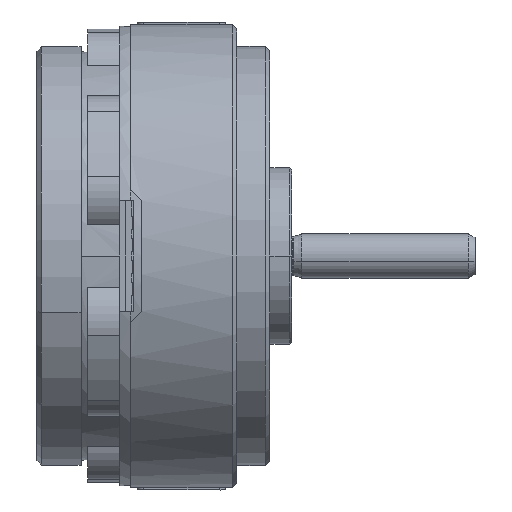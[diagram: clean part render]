
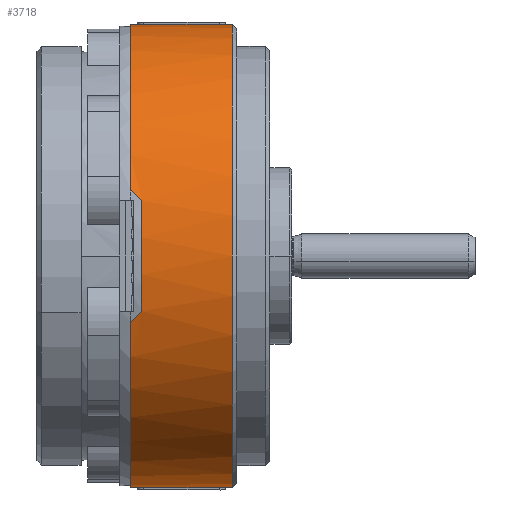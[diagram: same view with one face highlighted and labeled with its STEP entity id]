
A CAD part, left-side view. The second image highlights one B-rep face of the part: STEP entity #3718.
In plain terms, the highlighted cylindrical face has radius 10.5 mm (diameter 21 mm), a partial arc.
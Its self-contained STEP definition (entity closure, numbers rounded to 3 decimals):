
#6=CARTESIAN_POINT('',(-30.333,1.893,0.));
#7=DIRECTION('',(0.,-1.,0.));
#8=DIRECTION('',(-0.971,0.,0.238));
#9=AXIS2_PLACEMENT_3D('',#6,#7,#8);
#15=CARTESIAN_POINT('',(-40.395,2.393,-3.));
#16=CARTESIAN_POINT('',(-40.445,2.227,-2.834));
#17=CARTESIAN_POINT('',(-40.49,2.06,-2.667));
#18=CARTESIAN_POINT('',(-40.531,1.893,-2.5));
#20=DIRECTION('',(0.,1.,0.));
#21=VECTOR('',#20,3.4);
#22=CARTESIAN_POINT('',(-30.333,-1.607,10.5));
#23=LINE('',#22,#21);
#36=DIRECTION('',(0.,1.,0.));
#37=VECTOR('',#36,0.6);
#38=CARTESIAN_POINT('',(-30.333,1.793,10.5));
#39=LINE('',#38,#37);
#40=DIRECTION('',(0.,-1.,0.));
#41=VECTOR('',#40,0.6);
#42=CARTESIAN_POINT('',(-30.333,2.393,-10.5));
#43=LINE('',#42,#41);
#53=CARTESIAN_POINT('',(-30.333,2.393,0.));
#54=DIRECTION('',(0.,-1.,0.));
#55=DIRECTION('',(-0.958,0.,-0.286));
#56=AXIS2_PLACEMENT_3D('',#53,#54,#55);
#63=CARTESIAN_POINT('',(-30.333,2.393,0.));
#64=DIRECTION('',(0.,-1.,0.));
#65=DIRECTION('',(0.,0.,1.));
#66=AXIS2_PLACEMENT_3D('',#63,#64,#65);
#1338=CARTESIAN_POINT('',(-40.395,2.393,3.));
#1339=CARTESIAN_POINT('',(-40.445,2.227,2.834));
#1340=CARTESIAN_POINT('',(-40.49,2.06,2.667));
#1341=CARTESIAN_POINT('',(-40.531,1.893,2.5));
#1351=DIRECTION('',(0.,-1.,0.));
#1352=VECTOR('',#1351,3.4);
#1353=CARTESIAN_POINT('',(-30.333,1.793,
-10.5));
#1354=LINE('',#1353,#1352);
#1371=DIRECTION('',(0.,-1.,0.));
#1372=VECTOR('',#1371,0.6);
#1373=CARTESIAN_POINT('',(-30.333,-1.607,
-10.5));
#1374=LINE('',#1373,#1372);
#1375=DIRECTION('',(0.,1.,0.));
#1376=VECTOR('',#1375,0.6);
#1377=CARTESIAN_POINT('',(-30.333,-2.207,10.5));
#1378=LINE('',#1377,#1376);
#1506=CARTESIAN_POINT('',(-30.333,-2.207,0.));
#1507=DIRECTION('',(0.,1.,0.));
#1508=DIRECTION('',(0.,0.,-1.));
#1509=AXIS2_PLACEMENT_3D('',#1506,#1507,#1508);
#2969=CARTESIAN_POINT('',(-40.531,1.893,2.5));
#2970=CARTESIAN_POINT('',(-40.531,1.893,
-2.5));
#2971=VERTEX_POINT('',#2969);
#2972=VERTEX_POINT('',#2970);
#2975=VERTEX_POINT('',#15);
#2980=CARTESIAN_POINT('',(-30.333,-1.607,
10.5));
#2981=CARTESIAN_POINT('',(-30.333,1.793,10.5));
#2982=VERTEX_POINT('',#2980);
#2983=VERTEX_POINT('',#2981);
#2984=CARTESIAN_POINT('',(-30.333,1.793,
-10.5));
#2985=CARTESIAN_POINT('',(-30.333,-1.607,
-10.5));
#2986=VERTEX_POINT('',#2984);
#2987=VERTEX_POINT('',#2985);
#2993=CARTESIAN_POINT('',(-30.333,2.393,10.5));
#2994=VERTEX_POINT('',#2993);
#2995=CARTESIAN_POINT('',(-30.333,2.393,-10.5));
#2996=VERTEX_POINT('',#2995);
#3002=CARTESIAN_POINT('',(-30.333,-2.207,-10.5));
#3003=VERTEX_POINT('',#3002);
#3004=CARTESIAN_POINT('',(-30.333,-2.207,10.5));
#3005=VERTEX_POINT('',#3004);
#3008=CARTESIAN_POINT('',(-40.395,2.393,3.));
#3009=VERTEX_POINT('',#3008);
#3689=CARTESIAN_POINT('',(-30.333,2.486,0.));
#3690=DIRECTION('',(0.,-1.,0.));
#3691=DIRECTION('',(0.,0.,-1.));
#3692=AXIS2_PLACEMENT_3D('',#3689,#3690,#3691);
#3693=CYLINDRICAL_SURFACE('',#3692,10.5);
#3695=ORIENTED_EDGE('',*,*,#3694,.F.);
#3697=ORIENTED_EDGE('',*,*,#3696,.F.);
#3699=ORIENTED_EDGE('',*,*,#3698,.F.);
#3701=ORIENTED_EDGE('',*,*,#3700,.F.);
#3703=ORIENTED_EDGE('',*,*,#3702,.F.);
#3705=ORIENTED_EDGE('',*,*,#3704,.F.);
#3707=ORIENTED_EDGE('',*,*,#3706,.F.);
#3708=ORIENTED_EDGE('',*,*,#3678,.T.);
#3709=ORIENTED_EDGE('',*,*,#3667,.F.);
#3711=ORIENTED_EDGE('',*,*,#3710,.F.);
#3713=ORIENTED_EDGE('',*,*,#3712,.F.);
#3715=ORIENTED_EDGE('',*,*,#3714,.F.);
#3716=EDGE_LOOP('',(#3695,#3697,#3699,#3701,#3703,#3705,#3707,#3708,#3709,#3711,
#3713,#3715));
#3717=FACE_OUTER_BOUND('',#3716,.F.);
#3718=ADVANCED_FACE('',(#3717),#3693,.T.);
#10=CIRCLE('',#9,10.5);
#19=B_SPLINE_CURVE_WITH_KNOTS('',3,(#15,#16,#17,#18),.UNSPECIFIED.,.F.,.F.,(4,
4),(0.,1.),.UNSPECIFIED.);
#57=CIRCLE('',#56,10.5);
#67=CIRCLE('',#66,10.5);
#1342=B_SPLINE_CURVE_WITH_KNOTS('',3,(#1338,#1339,#1340,#1341),.UNSPECIFIED.,
.F.,.F.,(4,4),(0.,1.),.UNSPECIFIED.);
#1510=CIRCLE('',#1509,10.5);
#3667=EDGE_CURVE('',#2971,#2972,#10,.T.);
#3678=EDGE_CURVE('',#2975,#2972,#19,.T.);
#3694=EDGE_CURVE('',#2982,#2983,#23,.T.);
#3696=EDGE_CURVE('',#3005,#2982,#1378,.T.);
#3698=EDGE_CURVE('',#3003,#3005,#1510,.T.);
#3700=EDGE_CURVE('',#2987,#3003,#1374,.T.);
#3702=EDGE_CURVE('',#2986,#2987,#1354,.T.);
#3704=EDGE_CURVE('',#2996,#2986,#43,.T.);
#3706=EDGE_CURVE('',#2975,#2996,#57,.T.);
#3710=EDGE_CURVE('',#3009,#2971,#1342,.T.);
#3712=EDGE_CURVE('',#2994,#3009,#67,.T.);
#3714=EDGE_CURVE('',#2983,#2994,#39,.T.);
